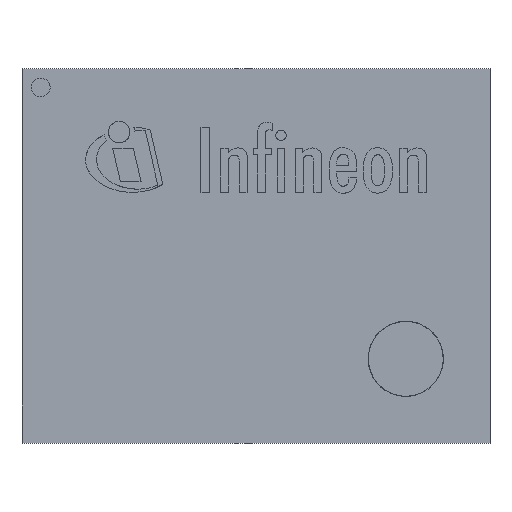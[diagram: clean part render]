
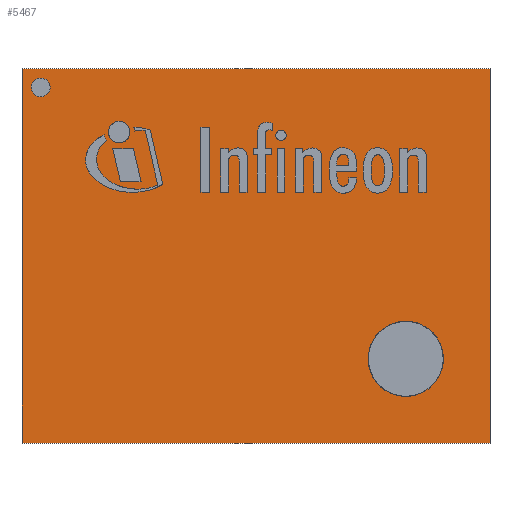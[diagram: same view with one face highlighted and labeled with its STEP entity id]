
A CAD part, top view. The second image highlights one B-rep face of the part: STEP entity #5467.
In plain terms, the highlighted planar face has unit normal (0, 0, 1).
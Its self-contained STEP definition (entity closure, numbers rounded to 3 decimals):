
#5467 = ADVANCED_FACE('',(#5468,#5531,#5554),#5481,.T.);
#5468 = FACE_BOUND('',#5469,.T.);
#5469 = EDGE_LOOP('',(#5470,#5491,#5505,#5519));
#5470 = ORIENTED_EDGE('',*,*,#5471,.T.);
#5471 = EDGE_CURVE('',#5472,#5474,#5476,.T.);
#5472 = VERTEX_POINT('',#5473);
#5473 = CARTESIAN_POINT('',(1.25,1.,1.));
#5474 = VERTEX_POINT('',#5475);
#5475 = CARTESIAN_POINT('',(-1.25,1.,1.));
#5476 = SURFACE_CURVE('',#5477,(#5480),.PCURVE_S1.);
#5477 = B_SPLINE_CURVE_WITH_KNOTS('',1,(#5478,#5479),.UNSPECIFIED.,.F.,
  .F.,(2,2),(0.,2.5),.PIECEWISE_BEZIER_KNOTS.);
#5478 = CARTESIAN_POINT('',(1.25,1.,1.));
#5479 = CARTESIAN_POINT('',(-1.25,1.,1.));
#5480 = PCURVE('',#5481,#5486);
#5481 = PLANE('',#5482);
#5482 = AXIS2_PLACEMENT_3D('',#5483,#5484,#5485);
#5483 = CARTESIAN_POINT('',(0.,0.,1.));
#5484 = DIRECTION('',(0.,0.,1.));
#5485 = DIRECTION('',(1.,0.,0.));
#5486 = DEFINITIONAL_REPRESENTATION('',(#5487),#5490);
#5487 = B_SPLINE_CURVE_WITH_KNOTS('',1,(#5488,#5489),.UNSPECIFIED.,.F.,
  .F.,(2,2),(0.,2.5),.PIECEWISE_BEZIER_KNOTS.);
#5488 = CARTESIAN_POINT('',(1.25,1.));
#5489 = CARTESIAN_POINT('',(-1.25,1.));
#5490 = ( GEOMETRIC_REPRESENTATION_CONTEXT(2) 
PARAMETRIC_REPRESENTATION_CONTEXT() REPRESENTATION_CONTEXT('2D SPACE',''
  ) );
#5491 = ORIENTED_EDGE('',*,*,#5492,.T.);
#5492 = EDGE_CURVE('',#5474,#5493,#5495,.T.);
#5493 = VERTEX_POINT('',#5494);
#5494 = CARTESIAN_POINT('',(-1.25,-1.,1.));
#5495 = SURFACE_CURVE('',#5496,(#5499),.PCURVE_S1.);
#5496 = B_SPLINE_CURVE_WITH_KNOTS('',1,(#5497,#5498),.UNSPECIFIED.,.F.,
  .F.,(2,2),(0.,2.),.PIECEWISE_BEZIER_KNOTS.);
#5497 = CARTESIAN_POINT('',(-1.25,1.,1.));
#5498 = CARTESIAN_POINT('',(-1.25,-1.,1.));
#5499 = PCURVE('',#5481,#5500);
#5500 = DEFINITIONAL_REPRESENTATION('',(#5501),#5504);
#5501 = B_SPLINE_CURVE_WITH_KNOTS('',1,(#5502,#5503),.UNSPECIFIED.,.F.,
  .F.,(2,2),(0.,2.),.PIECEWISE_BEZIER_KNOTS.);
#5502 = CARTESIAN_POINT('',(-1.25,1.));
#5503 = CARTESIAN_POINT('',(-1.25,-1.));
#5504 = ( GEOMETRIC_REPRESENTATION_CONTEXT(2) 
PARAMETRIC_REPRESENTATION_CONTEXT() REPRESENTATION_CONTEXT('2D SPACE',''
  ) );
#5505 = ORIENTED_EDGE('',*,*,#5506,.T.);
#5506 = EDGE_CURVE('',#5493,#5507,#5509,.T.);
#5507 = VERTEX_POINT('',#5508);
#5508 = CARTESIAN_POINT('',(1.25,-1.,1.));
#5509 = SURFACE_CURVE('',#5510,(#5513),.PCURVE_S1.);
#5510 = B_SPLINE_CURVE_WITH_KNOTS('',1,(#5511,#5512),.UNSPECIFIED.,.F.,
  .F.,(2,2),(0.,2.5),.PIECEWISE_BEZIER_KNOTS.);
#5511 = CARTESIAN_POINT('',(-1.25,-1.,1.));
#5512 = CARTESIAN_POINT('',(1.25,-1.,1.));
#5513 = PCURVE('',#5481,#5514);
#5514 = DEFINITIONAL_REPRESENTATION('',(#5515),#5518);
#5515 = B_SPLINE_CURVE_WITH_KNOTS('',1,(#5516,#5517),.UNSPECIFIED.,.F.,
  .F.,(2,2),(0.,2.5),.PIECEWISE_BEZIER_KNOTS.);
#5516 = CARTESIAN_POINT('',(-1.25,-1.));
#5517 = CARTESIAN_POINT('',(1.25,-1.));
#5518 = ( GEOMETRIC_REPRESENTATION_CONTEXT(2) 
PARAMETRIC_REPRESENTATION_CONTEXT() REPRESENTATION_CONTEXT('2D SPACE',''
  ) );
#5519 = ORIENTED_EDGE('',*,*,#5520,.T.);
#5520 = EDGE_CURVE('',#5507,#5472,#5521,.T.);
#5521 = SURFACE_CURVE('',#5522,(#5525),.PCURVE_S1.);
#5522 = B_SPLINE_CURVE_WITH_KNOTS('',1,(#5523,#5524),.UNSPECIFIED.,.F.,
  .F.,(2,2),(0.,2.),.PIECEWISE_BEZIER_KNOTS.);
#5523 = CARTESIAN_POINT('',(1.25,-1.,1.));
#5524 = CARTESIAN_POINT('',(1.25,1.,1.));
#5525 = PCURVE('',#5481,#5526);
#5526 = DEFINITIONAL_REPRESENTATION('',(#5527),#5530);
#5527 = B_SPLINE_CURVE_WITH_KNOTS('',1,(#5528,#5529),.UNSPECIFIED.,.F.,
  .F.,(2,2),(0.,2.),.PIECEWISE_BEZIER_KNOTS.);
#5528 = CARTESIAN_POINT('',(1.25,-1.));
#5529 = CARTESIAN_POINT('',(1.25,1.));
#5530 = ( GEOMETRIC_REPRESENTATION_CONTEXT(2) 
PARAMETRIC_REPRESENTATION_CONTEXT() REPRESENTATION_CONTEXT('2D SPACE',''
  ) );
#5531 = FACE_BOUND('',#5532,.T.);
#5532 = EDGE_LOOP('',(#5533));
#5533 = ORIENTED_EDGE('',*,*,#5534,.T.);
#5534 = EDGE_CURVE('',#5535,#5535,#5537,.T.);
#5535 = VERTEX_POINT('',#5536);
#5536 = CARTESIAN_POINT('',(-1.2,0.9,1.));
#5537 = SURFACE_CURVE('',#5538,(#5543),.PCURVE_S1.);
#5538 = ELLIPSE('',#5539,0.05,0.05);
#5539 = AXIS2_PLACEMENT_3D('',#5540,#5541,#5542);
#5540 = CARTESIAN_POINT('',(-1.15,0.9,1.));
#5541 = DIRECTION('',(0.,0.,-1.));
#5542 = DIRECTION('',(-1.,0.,0.));
#5543 = PCURVE('',#5481,#5544);
#5544 = DEFINITIONAL_REPRESENTATION('',(#5545),#5553);
#5545 = ( BOUNDED_CURVE() B_SPLINE_CURVE(2,(#5546,#5547,#5548,#5549,
#5550,#5551,#5552),.UNSPECIFIED.,.F.,.F.) B_SPLINE_CURVE_WITH_KNOTS((1,2
    ,2,2,2,1),(-2.094,0.,2.094,4.189,
6.283,8.378),.UNSPECIFIED.) CURVE() 
GEOMETRIC_REPRESENTATION_ITEM() RATIONAL_B_SPLINE_CURVE((1.,0.5,1.,0.5,
1.,0.5,1.)) REPRESENTATION_ITEM('') );
#5546 = CARTESIAN_POINT('',(-1.2,0.9));
#5547 = CARTESIAN_POINT('',(-1.2,0.987));
#5548 = CARTESIAN_POINT('',(-1.125,0.943));
#5549 = CARTESIAN_POINT('',(-1.05,0.9));
#5550 = CARTESIAN_POINT('',(-1.125,0.857));
#5551 = CARTESIAN_POINT('',(-1.2,0.813));
#5552 = CARTESIAN_POINT('',(-1.2,0.9));
#5553 = ( GEOMETRIC_REPRESENTATION_CONTEXT(2) 
PARAMETRIC_REPRESENTATION_CONTEXT() REPRESENTATION_CONTEXT('2D SPACE',''
  ) );
#5554 = FACE_BOUND('',#5555,.T.);
#5555 = EDGE_LOOP('',(#5556));
#5556 = ORIENTED_EDGE('',*,*,#5557,.F.);
#5557 = EDGE_CURVE('',#5558,#5558,#5560,.T.);
#5558 = VERTEX_POINT('',#5559);
#5559 = CARTESIAN_POINT('',(0.599,-0.55,1.));
#5560 = SURFACE_CURVE('',#5561,(#5566),.PCURVE_S1.);
#5561 = ELLIPSE('',#5562,0.201,0.201);
#5562 = AXIS2_PLACEMENT_3D('',#5563,#5564,#5565);
#5563 = CARTESIAN_POINT('',(0.8,-0.55,1.));
#5564 = DIRECTION('',(0.,0.,1.));
#5565 = DIRECTION('',(-1.,0.,0.));
#5566 = PCURVE('',#5481,#5567);
#5567 = DEFINITIONAL_REPRESENTATION('',(#5568),#5572);
#5568 = CIRCLE('',#5569,0.201);
#5569 = AXIS2_PLACEMENT_2D('',#5570,#5571);
#5570 = CARTESIAN_POINT('',(0.8,-0.55));
#5571 = DIRECTION('',(-1.,0.));
#5572 = ( GEOMETRIC_REPRESENTATION_CONTEXT(2) 
PARAMETRIC_REPRESENTATION_CONTEXT() REPRESENTATION_CONTEXT('2D SPACE',''
  ) );
